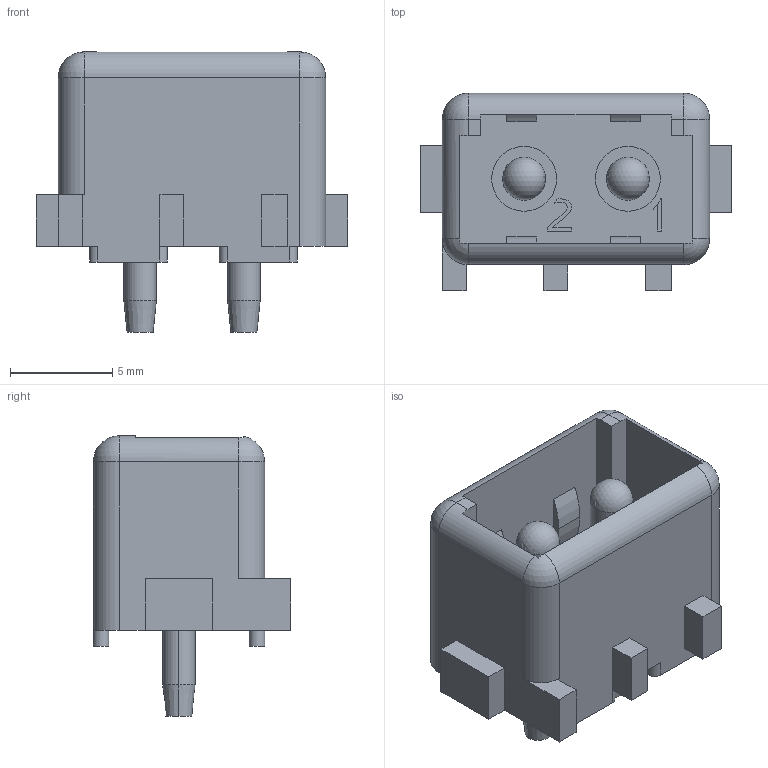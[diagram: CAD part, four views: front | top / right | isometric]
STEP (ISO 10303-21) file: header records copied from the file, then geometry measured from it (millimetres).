
FILE_DESCRIPTION((''),'2;1');
FILE_NAME('TYCO_350209-1.stp','2009-11-05T09:24:25',(''),(''),'Mechanical Desktop 2006','Mechanical Desktop 2006',', , ');
FILE_SCHEMA(('AUTOMOTIVE_DESIGN { 1 2 10303 214 0 1 1 1 }'));
Length unit declared in the file: millimetre
Products named in the file (1): Product
Bounding box: 15.24 x 9.65 x 13.72 mm (x, y, z)
Volume: 582.4 mm3; surface area: 1126.4 mm2
Topology: 7 solids, 7 shells, 141 faces, 356 edges, 230 vertices
Faces by surface type: plane 93, cylinder 38, sphere 6, cone 4
Entity records: 4184 total; most frequent: CARTESIAN_POINT 718, DIRECTION 717, ORIENTED_EDGE 692, EDGE_CURVE 346, VECTOR 257, LINE 257, AXIS2_PLACEMENT_3D 230, VERTEX_POINT 226
